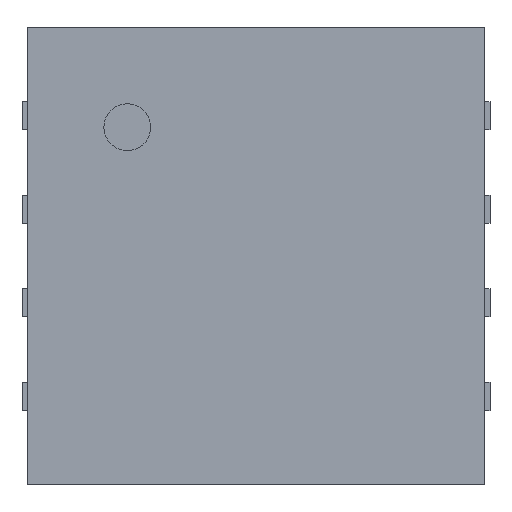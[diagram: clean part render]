
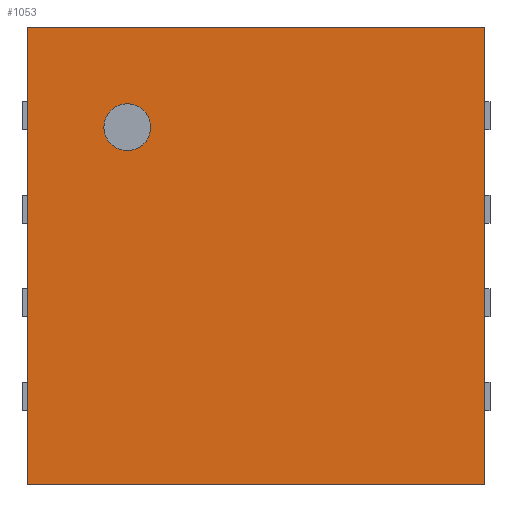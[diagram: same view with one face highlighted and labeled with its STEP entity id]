
A CAD part, top view. The second image highlights one B-rep face of the part: STEP entity #1053.
In plain terms, the highlighted planar face has unit normal (0, 0, 1).
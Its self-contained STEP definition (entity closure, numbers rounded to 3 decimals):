
#13=DIRECTION('',(0.,0.,1.));
#27=VECTOR('',#28,1.);
#28=DIRECTION('',(0.,-1.,0.));
#79=DIRECTION('',(1.,0.,0.));
#126=VECTOR('',#79,1.);
#375=VERTEX_POINT('',#376);
#376=CARTESIAN_POINT('',(1.95,1.95,1.1));
#379=EDGE_CURVE('',#375,#380,#382,.T.);
#380=VERTEX_POINT('',#381);
#381=CARTESIAN_POINT('',(1.95,-1.95,1.1));
#382=LINE('',#376,#27);
#460=VERTEX_POINT('',#461);
#461=CARTESIAN_POINT('',(-1.95,1.95,1.1));
#464=ORIENTED_EDGE('',*,*,#465,.F.);
#465=EDGE_CURVE('',#460,#375,#466,.T.);
#466=LINE('',#461,#126);
#499=ORIENTED_EDGE('',*,*,#500,.T.);
#500=EDGE_CURVE('',#460,#501,#503,.T.);
#501=VERTEX_POINT('',#502);
#502=CARTESIAN_POINT('',(-1.95,-1.95,1.1));
#503=LINE('',#461,#27);
#1049=EDGE_CURVE('',#501,#380,#1050,.T.);
#1050=LINE('',#502,#126);
#1053=ADVANCED_FACE('',(#1054,#1058),#1068,.T.);
#1054=FACE_BOUND('',#1055,.T.);
#1055=EDGE_LOOP('',(#464,#499,#1056,#1057));
#1056=ORIENTED_EDGE('',*,*,#1049,.T.);
#1057=ORIENTED_EDGE('',*,*,#379,.F.);
#1058=FACE_BOUND('',#1059,.T.);
#1059=EDGE_LOOP('',(#1060));
#1060=ORIENTED_EDGE('',*,*,#1061,.T.);
#1061=EDGE_CURVE('',#1062,#1062,#1064,.T.);
#1062=VERTEX_POINT('',#1063);
#1063=CARTESIAN_POINT('',(-1.1,0.9,1.1));
#1064=CIRCLE('',#1065,0.2);
#1065=AXIS2_PLACEMENT_3D('',#1066,#1067,#28);
#1066=CARTESIAN_POINT('',(-1.1,1.1,1.1));
#1067=DIRECTION('',(0.,0.,-1.));
#1068=PLANE('',#1069);
#1069=AXIS2_PLACEMENT_3D('',#461,#13,#28);
